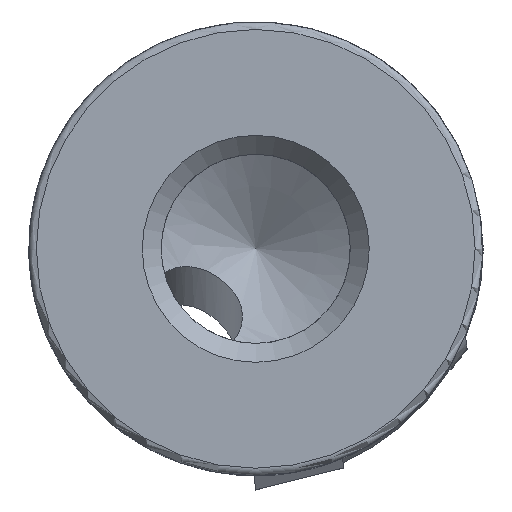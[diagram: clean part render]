
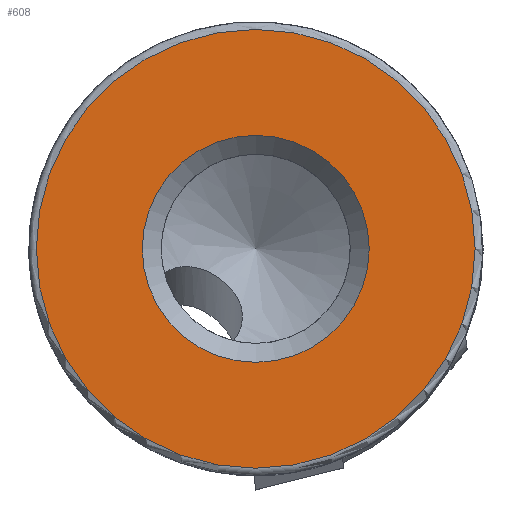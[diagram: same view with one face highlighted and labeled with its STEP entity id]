
A CAD part, left-side view. The second image highlights one B-rep face of the part: STEP entity #608.
In plain terms, the highlighted planar face has unit normal (-1, 0, 0).
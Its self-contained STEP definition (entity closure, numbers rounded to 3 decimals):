
#95 = CIRCLE ( 'NONE', #2494, 3. ) ;
#129 = EDGE_LOOP ( 'NONE', ( #985 ) ) ;
#553 = VERTEX_POINT ( 'NONE', #1724 ) ;
#608 = ADVANCED_FACE ( 'NONE', ( #2184, #2309 ), #946, .F. ) ;
#946 = PLANE ( 'NONE',  #2830 ) ;
#985 = ORIENTED_EDGE ( 'NONE', *, *, #2197, .F. ) ;
#1256 = AXIS2_PLACEMENT_3D ( 'NONE', #1607, #2866, #3103 ) ;
#1545 = DIRECTION ( 'NONE',  ( -1., 0., 0. ) ) ;
#1553 = ORIENTED_EDGE ( 'NONE', *, *, #2317, .T. ) ;
#1607 = CARTESIAN_POINT ( 'NONE',  ( -23., 0., 6.375 ) ) ;
#1724 = CARTESIAN_POINT ( 'NONE',  ( -23., 0., 9.375 ) ) ;
#2184 = FACE_OUTER_BOUND ( 'NONE', #3138, .T. ) ;
#2197 = EDGE_CURVE ( 'NONE', #553, #553, #95, .T. ) ;
#2293 = DIRECTION ( 'NONE',  ( 0., 0., 1. ) ) ;
#2309 = FACE_BOUND ( 'NONE', #129, .T. ) ;
#2317 = EDGE_CURVE ( 'NONE', #3137, #3137, #2806, .T. ) ;
#2494 = AXIS2_PLACEMENT_3D ( 'NONE', #3047, #1545, #2293 ) ;
#2733 = CARTESIAN_POINT ( 'NONE',  ( -23., 0., 0.575 ) ) ;
#2806 = CIRCLE ( 'NONE', #1256, 5.8 ) ;
#2830 = AXIS2_PLACEMENT_3D ( 'NONE', #3011, #3210, #2959 ) ;
#2866 = DIRECTION ( 'NONE',  ( -1., 0., 0. ) ) ;
#2959 = DIRECTION ( 'NONE',  ( 0., 0., -1. ) ) ;
#3011 = CARTESIAN_POINT ( 'NONE',  ( -23., 0., 0.375 ) ) ;
#3047 = CARTESIAN_POINT ( 'NONE',  ( -23., 0., 6.375 ) ) ;
#3103 = DIRECTION ( 'NONE',  ( 0., 0., -1. ) ) ;
#3137 = VERTEX_POINT ( 'NONE', #2733 ) ;
#3138 = EDGE_LOOP ( 'NONE', ( #1553 ) ) ;
#3210 = DIRECTION ( 'NONE',  ( 1., 0., 0. ) ) ;
